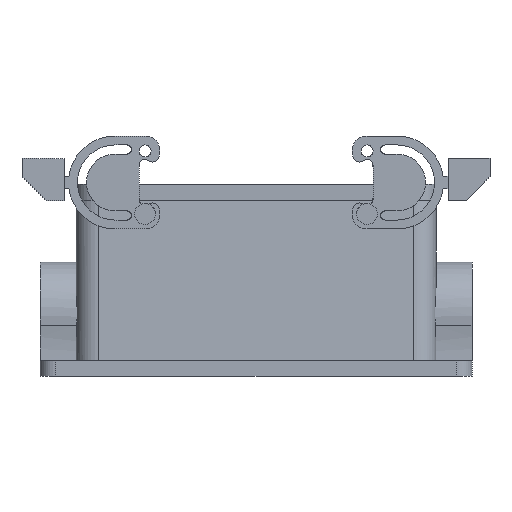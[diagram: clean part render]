
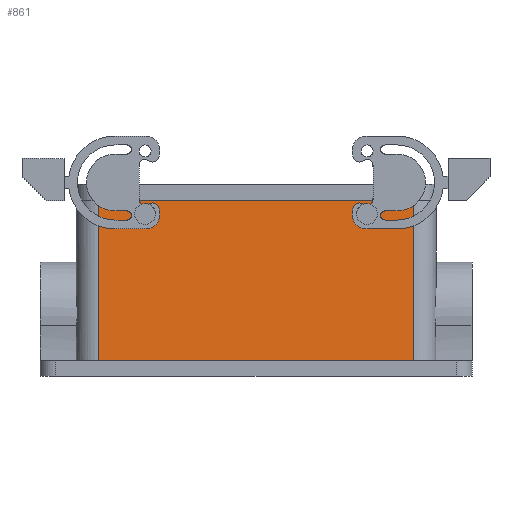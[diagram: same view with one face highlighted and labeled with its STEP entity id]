
A CAD part, left-side view. The second image highlights one B-rep face of the part: STEP entity #861.
In plain terms, the highlighted planar face has unit normal (-0.999, 0, 0.044).
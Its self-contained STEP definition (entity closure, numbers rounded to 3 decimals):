
#753=AXIS2_PLACEMENT_3D('Plane Axis2P3D',#750,#751,#752) ;
#750=CARTESIAN_POINT('Axis2P3D Location',(7.25,78.,58.5)) ;
#755=CARTESIAN_POINT('Line Origine',(6.017,25.5,30.25)) ;
#759=CARTESIAN_POINT('Vertex',(7.25,25.5,58.5)) ;
#761=CARTESIAN_POINT('Vertex',(4.914,25.5,5.)) ;
#764=CARTESIAN_POINT('Line Origine',(7.25,78.,58.5)) ;
#768=CARTESIAN_POINT('Vertex',(7.25,130.5,58.5)) ;
#771=CARTESIAN_POINT('Line Origine',(6.017,130.5,30.25)) ;
#775=CARTESIAN_POINT('Vertex',(4.914,130.5,5.)) ;
#778=CARTESIAN_POINT('Line Origine',(4.914,78.,5.)) ;
#790=CARTESIAN_POINT('Control Point',(7.012,113.245,53.041)) ;
#791=CARTESIAN_POINT('Control Point',(6.992,113.49,52.592)) ;
#792=CARTESIAN_POINT('Control Point',(6.976,113.879,52.222)) ;
#793=CARTESIAN_POINT('Control Point',(6.966,114.379,51.991)) ;
#794=CARTESIAN_POINT('Control Point',(6.962,115.182,51.91)) ;
#795=CARTESIAN_POINT('Control Point',(6.975,115.908,52.19)) ;
#796=CARTESIAN_POINT('Control Point',(6.98,116.134,52.322)) ;
#797=CARTESIAN_POINT('Control Point',(7.001,116.715,52.803)) ;
#798=CARTESIAN_POINT('Control Point',(7.032,117.035,53.513)) ;
#799=CARTESIAN_POINT('Control Point',(7.055,117.092,54.031)) ;
#800=CARTESIAN_POINT('Control Point',(7.077,116.989,54.53)) ;
#801=CARTESIAN_POINT('Control Point',(7.095,116.755,54.959)) ;
#802=CARTESIAN_POINT('Vertex',(7.012,113.245,53.041)) ;
#804=CARTESIAN_POINT('Vertex',(7.095,116.755,54.959)) ;
#808=CARTESIAN_POINT('Control Point',(7.095,116.755,54.959)) ;
#809=CARTESIAN_POINT('Control Point',(7.115,116.51,55.408)) ;
#810=CARTESIAN_POINT('Control Point',(7.131,116.121,55.778)) ;
#811=CARTESIAN_POINT('Control Point',(7.141,115.621,56.009)) ;
#812=CARTESIAN_POINT('Control Point',(7.145,114.818,56.09)) ;
#813=CARTESIAN_POINT('Control Point',(7.133,114.092,55.81)) ;
#814=CARTESIAN_POINT('Control Point',(7.127,113.866,55.678)) ;
#815=CARTESIAN_POINT('Control Point',(7.106,113.285,55.197)) ;
#816=CARTESIAN_POINT('Control Point',(7.075,112.965,54.487)) ;
#817=CARTESIAN_POINT('Control Point',(7.052,112.908,53.969)) ;
#818=CARTESIAN_POINT('Control Point',(7.03,113.011,53.47)) ;
#819=CARTESIAN_POINT('Control Point',(7.012,113.245,53.041)) ;
#826=CARTESIAN_POINT('Control Point',(7.095,39.245,54.959)) ;
#827=CARTESIAN_POINT('Control Point',(7.115,39.49,55.408)) ;
#828=CARTESIAN_POINT('Control Point',(7.131,39.879,55.778)) ;
#829=CARTESIAN_POINT('Control Point',(7.141,40.379,56.009)) ;
#830=CARTESIAN_POINT('Control Point',(7.145,41.182,56.09)) ;
#831=CARTESIAN_POINT('Control Point',(7.133,41.908,55.81)) ;
#832=CARTESIAN_POINT('Control Point',(7.127,42.134,55.678)) ;
#833=CARTESIAN_POINT('Control Point',(7.106,42.715,55.197)) ;
#834=CARTESIAN_POINT('Control Point',(7.075,43.035,54.487)) ;
#835=CARTESIAN_POINT('Control Point',(7.052,43.092,53.969)) ;
#836=CARTESIAN_POINT('Control Point',(7.03,42.989,53.47)) ;
#837=CARTESIAN_POINT('Control Point',(7.012,42.755,53.041)) ;
#838=CARTESIAN_POINT('Vertex',(7.095,39.245,54.959)) ;
#840=CARTESIAN_POINT('Vertex',(7.012,42.755,53.041)) ;
#844=CARTESIAN_POINT('Control Point',(7.012,42.755,53.041)) ;
#845=CARTESIAN_POINT('Control Point',(6.992,42.51,52.592)) ;
#846=CARTESIAN_POINT('Control Point',(6.976,42.121,52.222)) ;
#847=CARTESIAN_POINT('Control Point',(6.966,41.621,51.991)) ;
#848=CARTESIAN_POINT('Control Point',(6.962,40.818,51.91)) ;
#849=CARTESIAN_POINT('Control Point',(6.975,40.092,52.19)) ;
#850=CARTESIAN_POINT('Control Point',(6.98,39.866,52.322)) ;
#851=CARTESIAN_POINT('Control Point',(7.001,39.285,52.803)) ;
#852=CARTESIAN_POINT('Control Point',(7.032,38.965,53.513)) ;
#853=CARTESIAN_POINT('Control Point',(7.055,38.908,54.031)) ;
#854=CARTESIAN_POINT('Control Point',(7.077,39.011,54.53)) ;
#855=CARTESIAN_POINT('Control Point',(7.095,39.245,54.959)) ;
#751=DIRECTION('Axis2P3D Direction',(-0.999,0.,0.044)) ;
#752=DIRECTION('Axis2P3D XDirection',(0.,1.,0.)) ;
#756=DIRECTION('Vector Direction',(-0.044,0.,-0.999)) ;
#765=DIRECTION('Vector Direction',(0.,1.,0.)) ;
#772=DIRECTION('Vector Direction',(-0.044,0.,-0.999)) ;
#779=DIRECTION('Vector Direction',(0.,1.,0.)) ;
#757=VECTOR('Line Direction',#756,1.) ;
#766=VECTOR('Line Direction',#765,1.) ;
#773=VECTOR('Line Direction',#772,1.) ;
#780=VECTOR('Line Direction',#779,1.) ;
#784=ORIENTED_EDGE('',*,*,#763,.F.) ;
#785=ORIENTED_EDGE('',*,*,#770,.T.) ;
#786=ORIENTED_EDGE('',*,*,#777,.F.) ;
#787=ORIENTED_EDGE('',*,*,#782,.F.) ;
#822=ORIENTED_EDGE('',*,*,#806,.T.) ;
#823=ORIENTED_EDGE('',*,*,#820,.T.) ;
#858=ORIENTED_EDGE('',*,*,#842,.F.) ;
#859=ORIENTED_EDGE('',*,*,#856,.F.) ;
#824=FACE_BOUND('',#821,.T.) ;
#860=FACE_BOUND('',#857,.T.) ;
#861=ADVANCED_FACE('Housing',(#788,#824,#860),#754,.T.) ;
#789=B_SPLINE_CURVE_WITH_KNOTS('',5,(#790,#791,#792,#793,#794,#795,#796,#797,#798,#799,#800,#801),.UNSPECIFIED.,.F.,.U.,(6,3,3,6),(0.,3.62,5.436,8.89),.UNSPECIFIED.) ;
#807=B_SPLINE_CURVE_WITH_KNOTS('',5,(#808,#809,#810,#811,#812,#813,#814,#815,#816,#817,#818,#819),.UNSPECIFIED.,.F.,.U.,(6,3,3,6),(0.,3.62,5.436,8.89),.UNSPECIFIED.) ;
#825=B_SPLINE_CURVE_WITH_KNOTS('',5,(#826,#827,#828,#829,#830,#831,#832,#833,#834,#835,#836,#837),.UNSPECIFIED.,.F.,.U.,(6,3,3,6),(0.,3.62,5.436,8.89),.UNSPECIFIED.) ;
#843=B_SPLINE_CURVE_WITH_KNOTS('',5,(#844,#845,#846,#847,#848,#849,#850,#851,#852,#853,#854,#855),.UNSPECIFIED.,.F.,.U.,(6,3,3,6),(0.,3.62,5.436,8.89),.UNSPECIFIED.) ;
#763=EDGE_CURVE('',#760,#762,#758,.T.) ;
#770=EDGE_CURVE('',#760,#769,#767,.T.) ;
#777=EDGE_CURVE('',#776,#769,#774,.F.) ;
#782=EDGE_CURVE('',#762,#776,#781,.T.) ;
#806=EDGE_CURVE('',#803,#805,#789,.T.) ;
#820=EDGE_CURVE('',#805,#803,#807,.T.) ;
#842=EDGE_CURVE('',#839,#841,#825,.T.) ;
#856=EDGE_CURVE('',#841,#839,#843,.T.) ;
#783=EDGE_LOOP('',(#784,#785,#786,#787)) ;
#821=EDGE_LOOP('',(#822,#823)) ;
#857=EDGE_LOOP('',(#858,#859)) ;
#788=FACE_OUTER_BOUND('',#783,.T.) ;
#758=LINE('Line',#755,#757) ;
#767=LINE('Line',#764,#766) ;
#774=LINE('Line',#771,#773) ;
#781=LINE('Line',#778,#780) ;
#754=PLANE('',#753) ;
#760=VERTEX_POINT('',#759) ;
#762=VERTEX_POINT('',#761) ;
#769=VERTEX_POINT('',#768) ;
#776=VERTEX_POINT('',#775) ;
#803=VERTEX_POINT('',#802) ;
#805=VERTEX_POINT('',#804) ;
#839=VERTEX_POINT('',#838) ;
#841=VERTEX_POINT('',#840) ;
